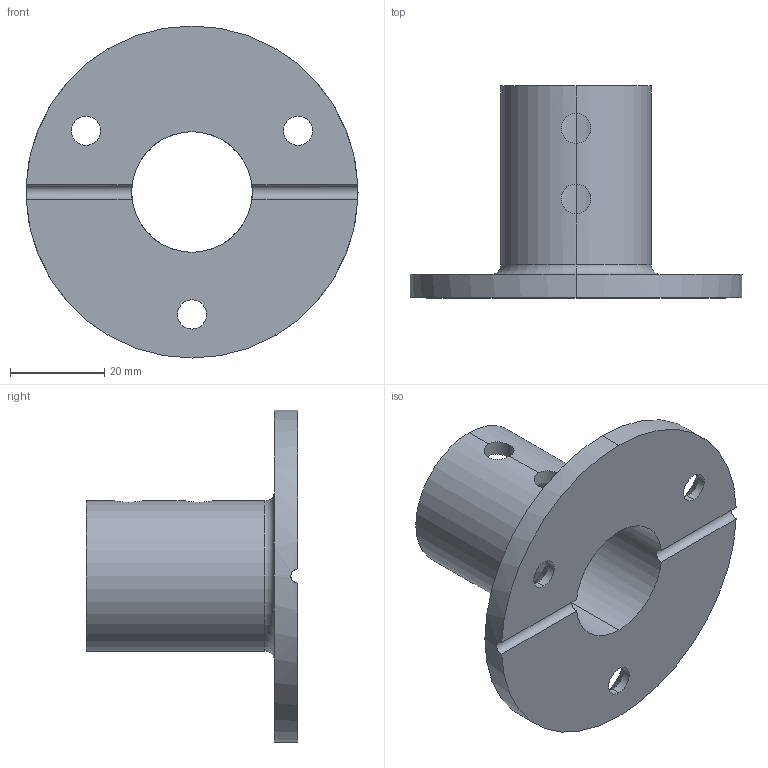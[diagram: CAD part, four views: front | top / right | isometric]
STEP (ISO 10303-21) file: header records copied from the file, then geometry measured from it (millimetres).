
FILE_DESCRIPTION (( 'STEP AP203' ), '1' );
FILE_NAME ('sone3D.STEP', '2014-07-23T08:52:08', ( '' ), ( '' ), 'SwSTEP 2.0', 'SolidWorks 2012', '' );
FILE_SCHEMA (( 'CONFIG_CONTROL_DESIGN' ));
Length unit declared in the file: millimetre
Products named in the file (1): sone3D
Bounding box: 70.5 x 45 x 70.5 mm (x, y, z)
Volume: 27410.7 mm3; surface area: 15547.7 mm2
Topology: 1 solids, 1 shells, 30 faces, 88 edges, 56 vertices
Faces by surface type: cylinder 18, cone 6, plane 4, torus 2
Entity records: 1431 total; most frequent: CARTESIAN_POINT 539, ORIENTED_EDGE 176, DIRECTION 168, EDGE_CURVE 88, AXIS2_PLACEMENT_3D 69, VERTEX_POINT 56, CIRCLE 38, EDGE_LOOP 38
